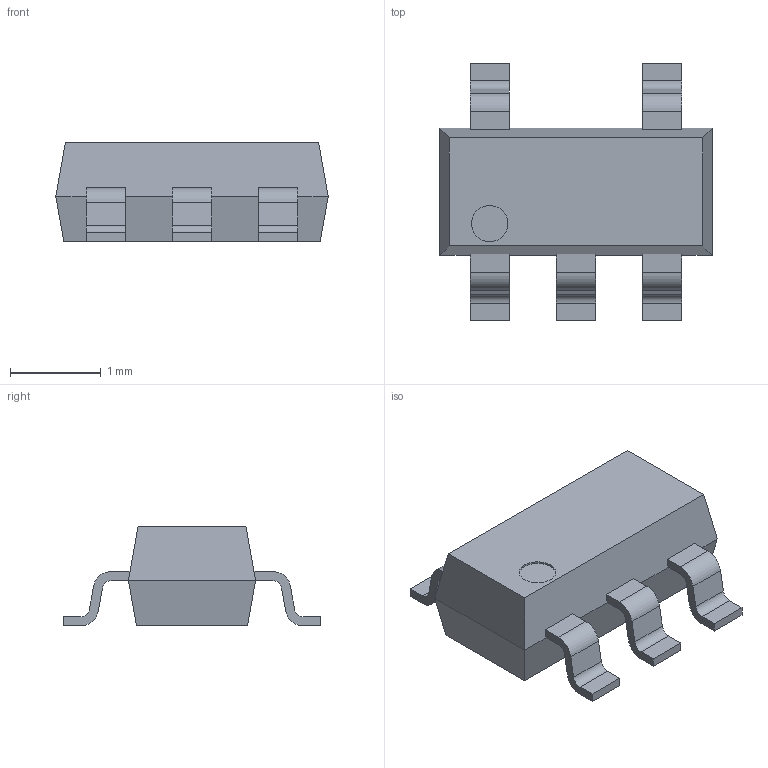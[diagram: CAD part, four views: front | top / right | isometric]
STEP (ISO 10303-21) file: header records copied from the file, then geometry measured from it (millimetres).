
FILE_DESCRIPTION (( 'STEP AP203' ), '1' );
FILE_NAME ('SOT235()_VREGTPS79318DBVR_01_sldprt.STEP', '2016-06-02T17:08:50', ( 'Shusen Zhang' ), ( 'MathWorks' ), 'SwSTEP 2.0', 'SolidWorks 2015', '' );
FILE_SCHEMA (( 'CONFIG_CONTROL_DESIGN' ));
Length unit declared in the file: inch
Products named in the file (1): SOT235()_VREGTPS79318DBVR_01_sldprt
Bounding box: 3 x 2.84 x 1.1 mm (x, y, z)
Surface area: 21.8 mm2 (no closed solid volume)
Topology: 0 solids, 1 shells, 78 faces, 211 edges, 136 vertices
Faces by surface type: plane 56, cylinder 22
Entity records: 2506 total; most frequent: CARTESIAN_POINT 426, ORIENTED_EDGE 422, DIRECTION 413, EDGE_CURVE 211, LINE 167, VECTOR 167, VERTEX_POINT 136, AXIS2_PLACEMENT_3D 123
